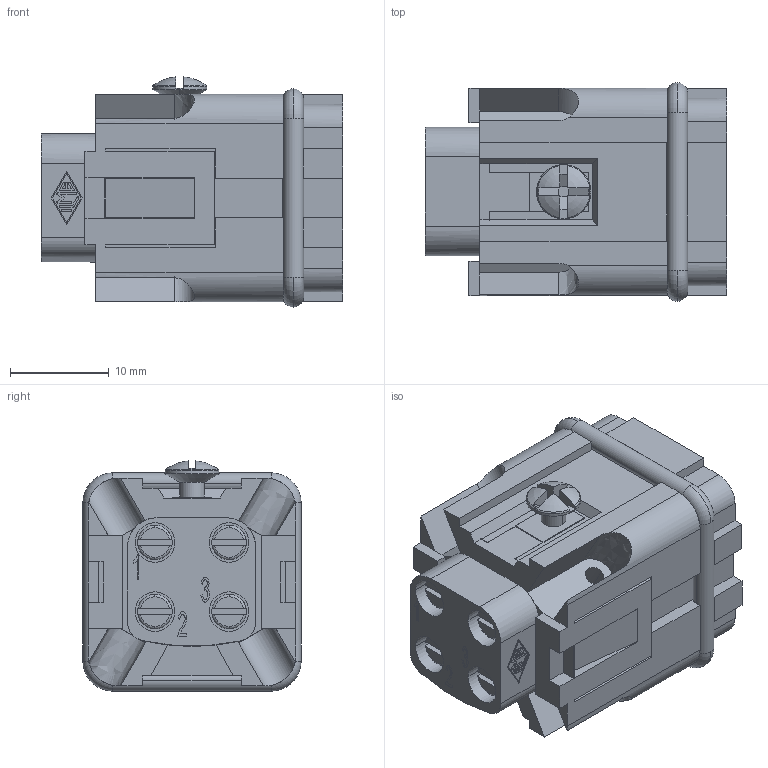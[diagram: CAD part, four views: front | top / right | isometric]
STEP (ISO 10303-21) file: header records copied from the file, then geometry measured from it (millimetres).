
FILE_DESCRIPTION((''),'2;1');
FILE_NAME('CKM 03 N.stp','2006-12-07T16:08:42',('gembarski'),(''),'Autodesk Inventor 7','Autodesk Inventor 7','');
FILE_SCHEMA(('AUTOMOTIVE_DESIGN { 1 0 10303 214 1 1 1 1 }'));
Length unit declared in the file: millimetre
Products named in the file (1): CKM 03 N
Bounding box: 30.51 x 22.1 x 23.31 mm (x, y, z)
Volume: 7615.7 mm3; surface area: 5403.9 mm2
Topology: 1 solids, 1 shells, 499 faces, 1441 edges, 948 vertices
Faces by surface type: plane 269, bspline 110, cylinder 82, torus 32, sphere 4, cone 2
Entity records: 17456 total; most frequent: CARTESIAN_POINT 4567, ORIENTED_EDGE 2882, DIRECTION 2425, EDGE_CURVE 1441, VERTEX_POINT 948, VECTOR 933, LINE 933, AXIS2_PLACEMENT_3D 746
